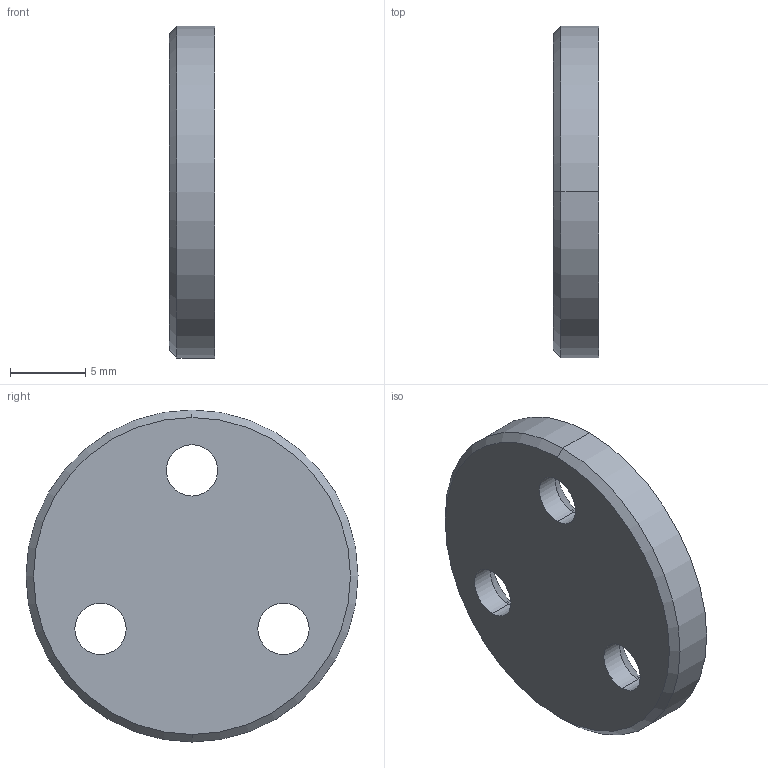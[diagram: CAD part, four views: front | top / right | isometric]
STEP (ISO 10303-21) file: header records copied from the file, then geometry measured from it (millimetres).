
FILE_DESCRIPTION (( 'STEP AP214' ), '1' );
FILE_NAME ('MS001.05.004SL.1.1 儕僅攫.STEP', '2022-08-26T08:39:21', ( '' ), ( '' ), 'SwSTEP 2.0', 'SolidWorks 2016', '' );
FILE_SCHEMA (( 'AUTOMOTIVE_DESIGN' ));
Length unit declared in the file: millimetre
Products named in the file (1): MS001.05.004SL.1.1 儕僅攫
Bounding box: 3 x 22 x 22 mm (x, y, z)
Volume: 1002.8 mm3; surface area: 979.5 mm2
Topology: 1 solids, 1 shells, 48 faces, 100 edges, 64 vertices
Faces by surface type: cylinder 28, plane 12, cone 8
Entity records: 1350 total; most frequent: DIRECTION 262, CARTESIAN_POINT 213, ORIENTED_EDGE 200, AXIS2_PLACEMENT_3D 113, EDGE_CURVE 100, EDGE_LOOP 64, CIRCLE 64, VERTEX_POINT 64
